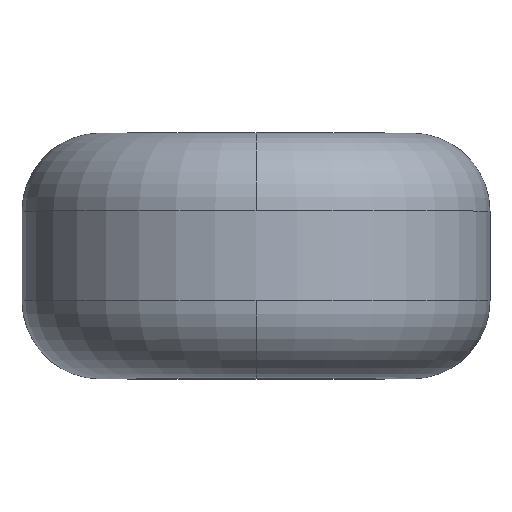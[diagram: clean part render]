
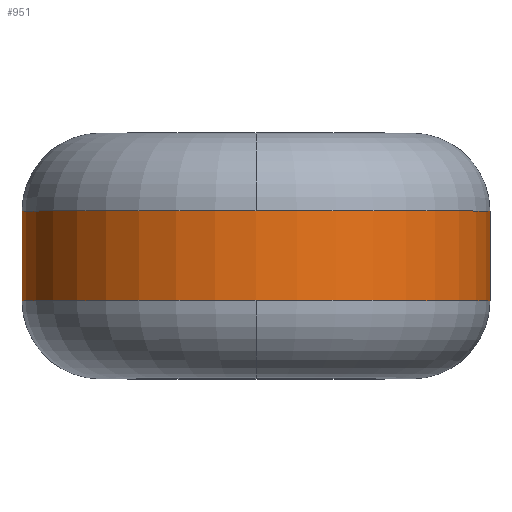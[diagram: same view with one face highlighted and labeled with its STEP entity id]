
A CAD part, top view. The second image highlights one B-rep face of the part: STEP entity #951.
In plain terms, the highlighted cylindrical face has radius 6 mm (diameter 12 mm), a partial arc.
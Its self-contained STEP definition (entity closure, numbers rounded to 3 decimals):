
#759=CARTESIAN_POINT('',(6.0,-1.15,9.));
#760=VERTEX_POINT('',#759);
#768=CARTESIAN_POINT('',(0.,-1.15,15.));
#769=VERTEX_POINT('',#768);
#770=CARTESIAN_POINT('',(0.0,-1.15,9.));
#771=DIRECTION('',(0.0,-1.0,0.0));
#772=DIRECTION('',(-1.0,0.0,0.0));
#773=AXIS2_PLACEMENT_3D('',#770,#771,#772);
#774=CIRCLE('',#773,6.0);
#775=EDGE_CURVE('',#760,#769,#774,.T.);
#810=CARTESIAN_POINT('',(6.0,1.15,9.));
#811=VERTEX_POINT('',#810);
#812=CARTESIAN_POINT('',(6.0,-1.15,9.));
#813=DIRECTION('',(0.0,1.0,0.0));
#814=VECTOR('',#813,2.3);
#815=LINE('',#812,#814);
#816=EDGE_CURVE('',#760,#811,#815,.T.);
#819=CARTESIAN_POINT('',(-6.0,-1.15,9.));
#820=VERTEX_POINT('',#819);
#828=CARTESIAN_POINT('',(-6.0,1.15,9.));
#829=VERTEX_POINT('',#828);
#830=CARTESIAN_POINT('',(-6.0,1.15,9.));
#831=DIRECTION('',(0.0,-1.0,0.0));
#832=VECTOR('',#831,2.3);
#833=LINE('',#830,#832);
#834=EDGE_CURVE('',#829,#820,#833,.T.);
#887=CARTESIAN_POINT('',(0.,1.15,15.));
#888=VERTEX_POINT('',#887);
#896=CARTESIAN_POINT('',(0.0,1.15,9.));
#897=DIRECTION('',(0.0,1.0,0.0));
#898=DIRECTION('',(-1.0,0.0,0.0));
#899=AXIS2_PLACEMENT_3D('',#896,#897,#898);
#900=CIRCLE('',#899,6.0);
#901=EDGE_CURVE('',#888,#811,#900,.T.);
#914=CARTESIAN_POINT('',(0.0,1.15,9.));
#915=DIRECTION('',(0.0,1.0,0.0));
#916=DIRECTION('',(-1.0,0.0,0.0));
#917=AXIS2_PLACEMENT_3D('',#914,#915,#916);
#918=CIRCLE('',#917,6.0);
#919=EDGE_CURVE('',#829,#888,#918,.T.);
#932=CARTESIAN_POINT('',(0.0,-3.15,9.));
#933=DIRECTION('',(0.0,1.0,0.));
#934=DIRECTION('',(1.0,0.0,0.0));
#935=AXIS2_PLACEMENT_3D('',#932,#933,#934);
#936=CYLINDRICAL_SURFACE('',#935,6.0);
#937=ORIENTED_EDGE('',*,*,#816,.T.);
#938=ORIENTED_EDGE('',*,*,#901,.F.);
#939=ORIENTED_EDGE('',*,*,#919,.F.);
#940=ORIENTED_EDGE('',*,*,#834,.T.);
#941=CARTESIAN_POINT('',(0.0,-1.15,9.));
#942=DIRECTION('',(0.0,-1.0,0.0));
#943=DIRECTION('',(-1.0,0.0,0.0));
#944=AXIS2_PLACEMENT_3D('',#941,#942,#943);
#945=CIRCLE('',#944,6.0);
#946=EDGE_CURVE('',#769,#820,#945,.T.);
#947=ORIENTED_EDGE('',*,*,#946,.F.);
#948=ORIENTED_EDGE('',*,*,#775,.F.);
#949=EDGE_LOOP('',(#937,#938,#939,#940,#947,#948));
#950=FACE_OUTER_BOUND('',#949,.T.);
#951=ADVANCED_FACE('',(#950),#936,.T.);
